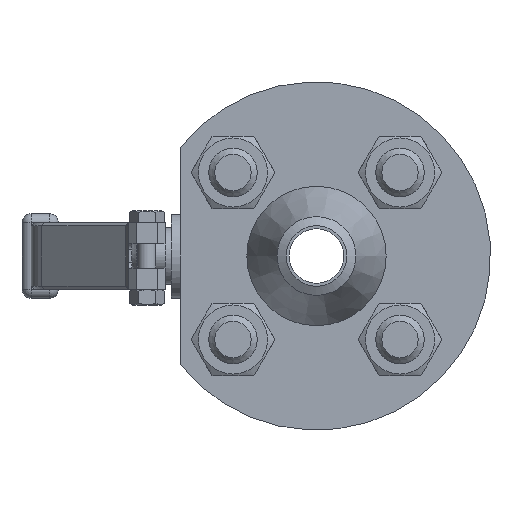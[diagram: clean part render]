
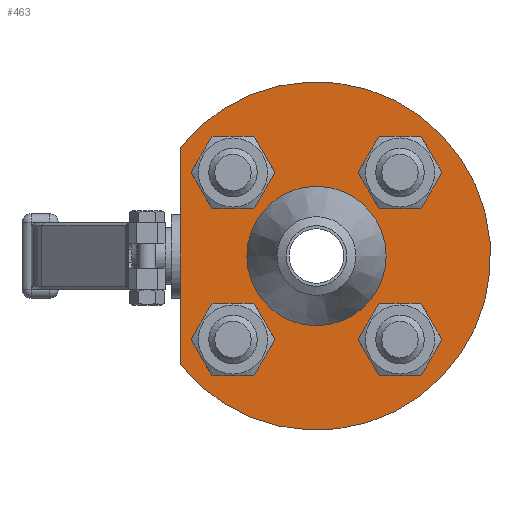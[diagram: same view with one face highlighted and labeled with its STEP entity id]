
A CAD part, left-side view. The second image highlights one B-rep face of the part: STEP entity #463.
In plain terms, the highlighted planar face has unit normal (-1, 0, 0).
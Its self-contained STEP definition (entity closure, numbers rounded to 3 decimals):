
#463=ADVANCED_FACE('',(#5814,#5816,#5818,#5820,#5822,#5824),#5826,.T.);
#5814=FACE_BOUND('',#5815,.T.);
#5815=EDGE_LOOP('',(#10062,#10063));
#5816=FACE_BOUND('',#5817,.T.);
#5817=EDGE_LOOP('',(#10064,#10065,#10066,#10067,#10068));
#5818=FACE_BOUND('',#5819,.T.);
#5819=EDGE_LOOP('',(#10069,#10070,#10071,#10072));
#5820=FACE_BOUND('',#5821,.T.);
#5821=EDGE_LOOP('',(#10073));
#5822=FACE_BOUND('',#5823,.T.);
#5823=EDGE_LOOP('',(#10074,#10075,#10076,#10077));
#5824=FACE_BOUND('',#5825,.T.);
#5825=EDGE_LOOP('',(#10078,#10079,#10080,#10081));
#5826=PLANE('',#5827);
#5827=AXIS2_PLACEMENT_3D('',#5828,#5829,#5830);
#5828=CARTESIAN_POINT('',(-40.,0.,0.));
#5829=DIRECTION('',(-1.,0.,0.));
#5830=DIRECTION('',(0.,1.,0.));
#10062=ORIENTED_EDGE('',*,*,#12817,.T.);
#10063=ORIENTED_EDGE('',*,*,#12818,.T.);
#10064=ORIENTED_EDGE('',*,*,#12819,.F.);
#10065=ORIENTED_EDGE('',*,*,#12820,.F.);
#10066=ORIENTED_EDGE('',*,*,#12821,.T.);
#10067=ORIENTED_EDGE('',*,*,#12822,.T.);
#10068=ORIENTED_EDGE('',*,*,#12823,.F.);
#10069=ORIENTED_EDGE('',*,*,#12824,.F.);
#10070=ORIENTED_EDGE('',*,*,#12825,.F.);
#10071=ORIENTED_EDGE('',*,*,#12826,.T.);
#10072=ORIENTED_EDGE('',*,*,#12827,.F.);
#10073=ORIENTED_EDGE('',*,*,#12797,.F.);
#10074=ORIENTED_EDGE('',*,*,#12828,.F.);
#10075=ORIENTED_EDGE('',*,*,#12829,.F.);
#10076=ORIENTED_EDGE('',*,*,#12830,.T.);
#10077=ORIENTED_EDGE('',*,*,#12831,.F.);
#10078=ORIENTED_EDGE('',*,*,#12832,.F.);
#10079=ORIENTED_EDGE('',*,*,#12833,.F.);
#10080=ORIENTED_EDGE('',*,*,#12834,.T.);
#10081=ORIENTED_EDGE('',*,*,#12835,.F.);
#12797=EDGE_CURVE('',#14257,#14257,#14258,.T.);
#12817=EDGE_CURVE('',#14297,#14298,#14299,.F.);
#12818=EDGE_CURVE('',#14298,#14297,#14300,.T.);
#12819=EDGE_CURVE('',#14301,#14302,#14303,.T.);
#12820=EDGE_CURVE('',#14304,#14301,#14305,.F.);
#12821=EDGE_CURVE('',#14304,#14306,#14307,.T.);
#12822=EDGE_CURVE('',#14306,#14308,#14309,.T.);
#12823=EDGE_CURVE('',#14302,#14308,#14310,.F.);
#12824=EDGE_CURVE('',#14311,#14312,#14313,.T.);
#12825=EDGE_CURVE('',#14314,#14311,#14315,.F.);
#12826=EDGE_CURVE('',#14314,#14316,#14317,.T.);
#12827=EDGE_CURVE('',#14312,#14316,#14318,.F.);
#12828=EDGE_CURVE('',#14319,#14320,#14321,.T.);
#12829=EDGE_CURVE('',#14322,#14319,#14323,.F.);
#12830=EDGE_CURVE('',#14322,#14324,#14325,.T.);
#12831=EDGE_CURVE('',#14320,#14324,#14326,.F.);
#12832=EDGE_CURVE('',#14327,#14328,#14329,.T.);
#12833=EDGE_CURVE('',#14330,#14327,#14331,.F.);
#12834=EDGE_CURVE('',#14330,#14332,#14333,.T.);
#12835=EDGE_CURVE('',#14328,#14332,#14334,.F.);
#14257=VERTEX_POINT('',#17101);
#14258=CIRCLE('',#17102,23.);
#14297=VERTEX_POINT('',#17192);
#14298=VERTEX_POINT('',#17193);
#14299=LINE('',#17194,#17195);
#14300=CIRCLE('',#17197,57.5);
#14301=VERTEX_POINT('',#17201);
#14302=VERTEX_POINT('',#17202);
#14303=CIRCLE('',#17203,11.65);
#14304=VERTEX_POINT('',#17207);
#14305=LINE('',#17208,#17209);
#14306=VERTEX_POINT('',#17211);
#14307=CIRCLE('',#17212,9.);
#14308=VERTEX_POINT('',#17216);
#14309=CIRCLE('',#17217,9.);
#14310=LINE('',#17221,#17222);
#14311=VERTEX_POINT('',#17224);
#14312=VERTEX_POINT('',#17225);
#14313=CIRCLE('',#17226,11.65);
#14314=VERTEX_POINT('',#17230);
#14315=LINE('',#17231,#17232);
#14316=VERTEX_POINT('',#17234);
#14317=CIRCLE('',#17235,9.);
#14318=LINE('',#17239,#17240);
#14319=VERTEX_POINT('',#17242);
#14320=VERTEX_POINT('',#17243);
#14321=CIRCLE('',#17244,11.65);
#14322=VERTEX_POINT('',#17248);
#14323=LINE('',#17249,#17250);
#14324=VERTEX_POINT('',#17252);
#14325=CIRCLE('',#17253,9.);
#14326=LINE('',#17257,#17258);
#14327=VERTEX_POINT('',#17260);
#14328=VERTEX_POINT('',#17261);
#14329=CIRCLE('',#17262,11.65);
#14330=VERTEX_POINT('',#17266);
#14331=LINE('',#17267,#17268);
#14332=VERTEX_POINT('',#17270);
#14333=CIRCLE('',#17271,9.);
#14334=LINE('',#17275,#17276);
#17101=CARTESIAN_POINT('',(-40.,23.,0.));
#17102=AXIS2_PLACEMENT_3D('',#17103,#17104,#17105);
#17103=CARTESIAN_POINT('',(-40.,0.,0.));
#17104=DIRECTION('',(-1.,0.,0.));
#17105=DIRECTION('',(0.,1.,0.));
#17192=CARTESIAN_POINT('',(-40.,45.,35.795));
#17193=CARTESIAN_POINT('',(-40.,45.,-35.795));
#17194=CARTESIAN_POINT('',(-40.,45.,-35.795));
#17195=VECTOR('',#17196,1.);
#17196=DIRECTION('',(0.,0.,1.));
#17197=AXIS2_PLACEMENT_3D('',#17198,#17199,#17200);
#17198=CARTESIAN_POINT('',(-40.,0.,0.));
#17199=DIRECTION('',(-1.,0.,0.));
#17200=DIRECTION('',(0.,0.783,-0.623));
#17201=CARTESIAN_POINT('',(-40.,-25.637,-16.09));
#17202=CARTESIAN_POINT('',(-40.,-28.244,-15.946));
#17203=AXIS2_PLACEMENT_3D('',#17204,#17205,#17206);
#17204=CARTESIAN_POINT('',(-40.,-27.577,-27.577));
#17205=DIRECTION('',(-1.,0.,0.));
#17206=DIRECTION('',(0.,0.167,0.986));
#17207=CARTESIAN_POINT('',(-40.,-25.637,-18.789));
#17208=CARTESIAN_POINT('',(-40.,-25.637,-16.09));
#17209=VECTOR('',#17210,1.);
#17210=DIRECTION('',(0.,0.,-1.));
#17211=CARTESIAN_POINT('',(-40.,-27.577,-18.577));
#17212=AXIS2_PLACEMENT_3D('',#17213,#17214,#17215);
#17213=CARTESIAN_POINT('',(-40.,-27.577,-27.577));
#17214=DIRECTION('',(1.,0.,0.));
#17215=DIRECTION('',(0.,0.216,0.976));
#17216=CARTESIAN_POINT('',(-40.,-28.244,-18.602));
#17217=AXIS2_PLACEMENT_3D('',#17218,#17219,#17220);
#17218=CARTESIAN_POINT('',(-40.,-27.577,-27.577));
#17219=DIRECTION('',(1.,0.,0.));
#17220=DIRECTION('',(0.,0.,1.));
#17221=CARTESIAN_POINT('',(-40.,-28.244,-18.602));
#17222=VECTOR('',#17223,1.);
#17223=DIRECTION('',(0.,0.,1.));
#17224=CARTESIAN_POINT('',(-40.,29.518,39.064));
#17225=CARTESIAN_POINT('',(-40.,26.91,39.208));
#17226=AXIS2_PLACEMENT_3D('',#17227,#17228,#17229);
#17227=CARTESIAN_POINT('',(-40.,27.577,27.577));
#17228=DIRECTION('',(-1.,0.,0.));
#17229=DIRECTION('',(0.,0.167,0.986));
#17230=CARTESIAN_POINT('',(-40.,29.518,36.365));
#17231=CARTESIAN_POINT('',(-40.,29.518,39.064));
#17232=VECTOR('',#17233,1.);
#17233=DIRECTION('',(0.,0.,-1.));
#17234=CARTESIAN_POINT('',(-40.,26.91,36.552));
#17235=AXIS2_PLACEMENT_3D('',#17236,#17237,#17238);
#17236=CARTESIAN_POINT('',(-40.,27.577,27.577));
#17237=DIRECTION('',(1.,0.,0.));
#17238=DIRECTION('',(0.,0.216,0.976));
#17239=CARTESIAN_POINT('',(-40.,26.91,36.552));
#17240=VECTOR('',#17241,1.);
#17241=DIRECTION('',(0.,0.,1.));
#17242=CARTESIAN_POINT('',(-40.,29.518,-16.09));
#17243=CARTESIAN_POINT('',(-40.,26.91,-15.946));
#17244=AXIS2_PLACEMENT_3D('',#17245,#17246,#17247);
#17245=CARTESIAN_POINT('',(-40.,27.577,-27.577));
#17246=DIRECTION('',(-1.,0.,0.));
#17247=DIRECTION('',(0.,0.167,0.986));
#17248=CARTESIAN_POINT('',(-40.,29.518,-18.789));
#17249=CARTESIAN_POINT('',(-40.,29.518,-16.09));
#17250=VECTOR('',#17251,1.);
#17251=DIRECTION('',(0.,0.,-1.));
#17252=CARTESIAN_POINT('',(-40.,26.91,-18.602));
#17253=AXIS2_PLACEMENT_3D('',#17254,#17255,#17256);
#17254=CARTESIAN_POINT('',(-40.,27.577,-27.577));
#17255=DIRECTION('',(1.,0.,0.));
#17256=DIRECTION('',(0.,0.216,0.976));
#17257=CARTESIAN_POINT('',(-40.,26.91,-18.602));
#17258=VECTOR('',#17259,1.);
#17259=DIRECTION('',(0.,0.,1.));
#17260=CARTESIAN_POINT('',(-40.,-25.637,39.064));
#17261=CARTESIAN_POINT('',(-40.,-28.244,39.208));
#17262=AXIS2_PLACEMENT_3D('',#17263,#17264,#17265);
#17263=CARTESIAN_POINT('',(-40.,-27.577,27.577));
#17264=DIRECTION('',(-1.,0.,0.));
#17265=DIRECTION('',(0.,0.167,0.986));
#17266=CARTESIAN_POINT('',(-40.,-25.637,36.365));
#17267=CARTESIAN_POINT('',(-40.,-25.637,39.064));
#17268=VECTOR('',#17269,1.);
#17269=DIRECTION('',(0.,0.,-1.));
#17270=CARTESIAN_POINT('',(-40.,-28.244,36.552));
#17271=AXIS2_PLACEMENT_3D('',#17272,#17273,#17274);
#17272=CARTESIAN_POINT('',(-40.,-27.577,27.577));
#17273=DIRECTION('',(1.,-0.,0.));
#17274=DIRECTION('',(0.,0.216,0.976));
#17275=CARTESIAN_POINT('',(-40.,-28.244,36.552));
#17276=VECTOR('',#17277,1.);
#17277=DIRECTION('',(0.,0.,1.));
